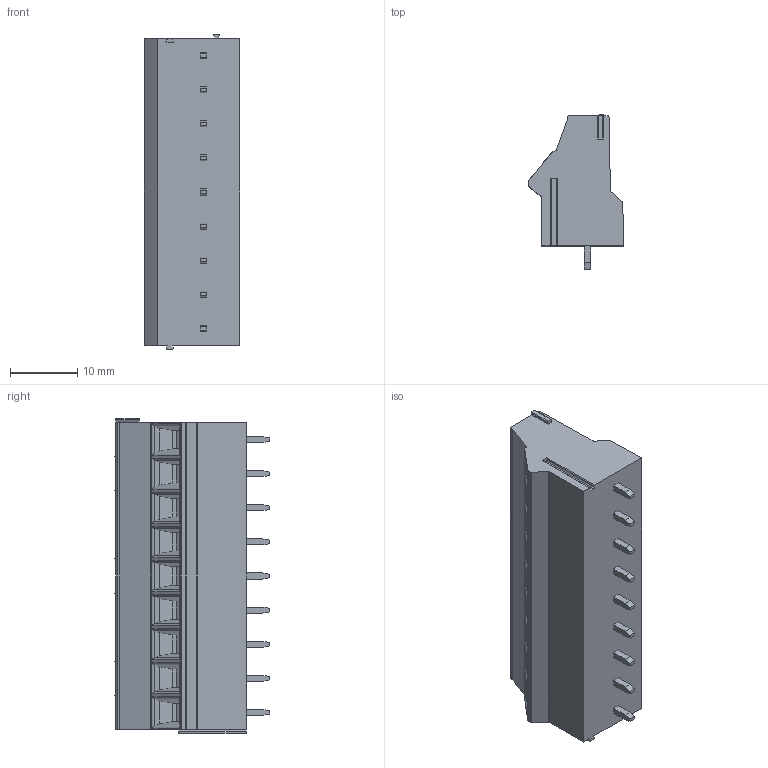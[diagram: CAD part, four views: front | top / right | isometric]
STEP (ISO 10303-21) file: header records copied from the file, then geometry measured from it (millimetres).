
FILE_DESCRIPTION((''),'2;1');
FILE_NAME('PRT0053','2025-01-20T',('yanfa'),(''),'PRO/ENGINEER BY PARAMETRIC TECHNOLOGY CORPORATION, 2009280','PRO/ENGINEER BY PARAMETRIC TECHNOLOGY CORPORATION, 2009280','');
FILE_SCHEMA(('AUTOMOTIVE_DESIGN_CC2 { 1 2 10303 214 -1 1 5 2 }'));
Length unit declared in the file: millimetre
Products named in the file (1): PRT0053
Bounding box: 14.25 x 23.1 x 46.88 mm (x, y, z)
Volume: 8394.7 mm3; surface area: 4114.6 mm2
Topology: 1 solids, 1 shells, 354 faces, 957 edges, 626 vertices
Faces by surface type: plane 237, cylinder 87, torus 18, sphere 12
Entity records: 11197 total; most frequent: CARTESIAN_POINT 2311, ORIENTED_EDGE 1890, DIRECTION 1761, EDGE_CURVE 945, VECTOR 657, LINE 657, VERTEX_POINT 626, AXIS2_PLACEMENT_3D 552
